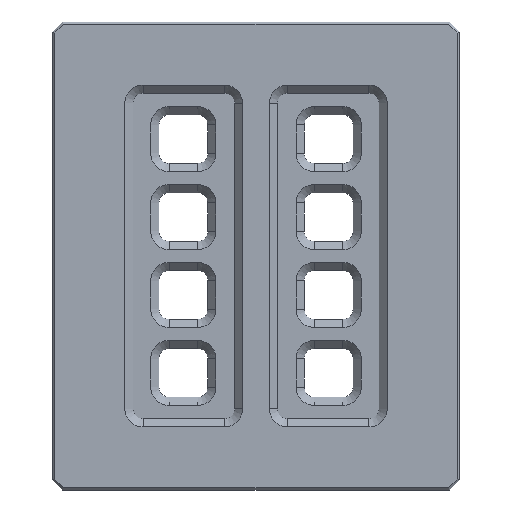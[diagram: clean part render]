
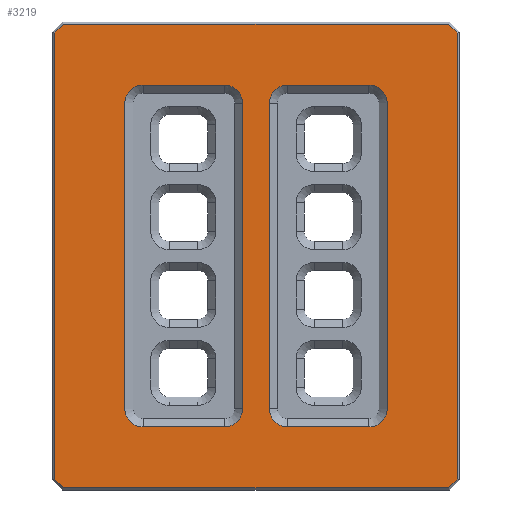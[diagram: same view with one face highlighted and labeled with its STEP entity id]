
A CAD part, top view. The second image highlights one B-rep face of the part: STEP entity #3219.
In plain terms, the highlighted planar face has unit normal (0, 0, 1).
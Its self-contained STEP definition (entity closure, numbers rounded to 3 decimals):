
#253=FACE_BOUND('',#602,.T.);
#254=FACE_BOUND('',#603,.T.);
#295=CIRCLE('',#3463,9.);
#296=CIRCLE('',#3464,9.);
#297=CIRCLE('',#3465,9.);
#298=CIRCLE('',#3466,9.);
#299=CIRCLE('',#3467,9.);
#300=CIRCLE('',#3468,9.);
#301=CIRCLE('',#3469,9.);
#302=CIRCLE('',#3470,9.);
#405=FACE_OUTER_BOUND('',#601,.T.);
#601=EDGE_LOOP('',(#2333,#2334,#2335,#2336,#2337,#2338,#2339,#2340));
#602=EDGE_LOOP('',(#2341,#2342,#2343,#2344,#2345,#2346,#2347,#2348));
#603=EDGE_LOOP('',(#2349,#2350,#2351,#2352,#2353,#2354,#2355,#2356));
#842=LINE('',#4917,#1178);
#846=LINE('',#4924,#1182);
#849=LINE('',#4930,#1185);
#852=LINE('',#4936,#1188);
#855=LINE('',#4941,#1191);
#857=LINE('',#4945,#1193);
#859=LINE('',#4949,#1195);
#861=LINE('',#4952,#1197);
#863=LINE('',#4958,#1199);
#864=LINE('',#4962,#1200);
#865=LINE('',#4966,#1201);
#866=LINE('',#4970,#1202);
#867=LINE('',#4974,#1203);
#868=LINE('',#4978,#1204);
#869=LINE('',#4982,#1205);
#870=LINE('',#4986,#1206);
#1178=VECTOR('',#3891,10.);
#1182=VECTOR('',#3897,10.);
#1185=VECTOR('',#3902,10.);
#1188=VECTOR('',#3907,10.);
#1191=VECTOR('',#3912,10.);
#1193=VECTOR('',#3916,10.);
#1195=VECTOR('',#3920,10.);
#1197=VECTOR('',#3924,10.);
#1199=VECTOR('',#3930,10.);
#1200=VECTOR('',#3933,10.);
#1201=VECTOR('',#3936,10.);
#1202=VECTOR('',#3939,10.);
#1203=VECTOR('',#3942,10.);
#1204=VECTOR('',#3945,10.);
#1205=VECTOR('',#3948,10.);
#1206=VECTOR('',#3951,10.);
#1534=VERTEX_POINT('',#4915);
#1535=VERTEX_POINT('',#4916);
#1537=VERTEX_POINT('',#4923);
#1539=VERTEX_POINT('',#4929);
#1541=VERTEX_POINT('',#4935);
#1542=VERTEX_POINT('',#4940);
#1543=VERTEX_POINT('',#4944);
#1544=VERTEX_POINT('',#4948);
#1545=VERTEX_POINT('',#4956);
#1546=VERTEX_POINT('',#4957);
#1547=VERTEX_POINT('',#4959);
#1548=VERTEX_POINT('',#4961);
#1549=VERTEX_POINT('',#4963);
#1550=VERTEX_POINT('',#4965);
#1551=VERTEX_POINT('',#4967);
#1552=VERTEX_POINT('',#4969);
#1553=VERTEX_POINT('',#4972);
#1554=VERTEX_POINT('',#4973);
#1555=VERTEX_POINT('',#4975);
#1556=VERTEX_POINT('',#4977);
#1557=VERTEX_POINT('',#4979);
#1558=VERTEX_POINT('',#4981);
#1559=VERTEX_POINT('',#4983);
#1560=VERTEX_POINT('',#4985);
#1818=EDGE_CURVE('',#1534,#1535,#842,.T.);
#1822=EDGE_CURVE('',#1535,#1537,#846,.T.);
#1825=EDGE_CURVE('',#1537,#1539,#849,.T.);
#1828=EDGE_CURVE('',#1539,#1541,#852,.T.);
#1831=EDGE_CURVE('',#1541,#1542,#855,.T.);
#1833=EDGE_CURVE('',#1542,#1543,#857,.T.);
#1835=EDGE_CURVE('',#1543,#1544,#859,.T.);
#1837=EDGE_CURVE('',#1544,#1534,#861,.T.);
#1839=EDGE_CURVE('',#1545,#1546,#863,.T.);
#1840=EDGE_CURVE('',#1547,#1545,#295,.T.);
#1841=EDGE_CURVE('',#1548,#1547,#864,.T.);
#1842=EDGE_CURVE('',#1549,#1548,#296,.T.);
#1843=EDGE_CURVE('',#1550,#1549,#865,.T.);
#1844=EDGE_CURVE('',#1551,#1550,#297,.T.);
#1845=EDGE_CURVE('',#1552,#1551,#866,.T.);
#1846=EDGE_CURVE('',#1546,#1552,#298,.T.);
#1847=EDGE_CURVE('',#1553,#1554,#867,.T.);
#1848=EDGE_CURVE('',#1555,#1553,#299,.T.);
#1849=EDGE_CURVE('',#1556,#1555,#868,.T.);
#1850=EDGE_CURVE('',#1557,#1556,#300,.T.);
#1851=EDGE_CURVE('',#1558,#1557,#869,.T.);
#1852=EDGE_CURVE('',#1559,#1558,#301,.T.);
#1853=EDGE_CURVE('',#1560,#1559,#870,.T.);
#1854=EDGE_CURVE('',#1554,#1560,#302,.T.);
#2333=ORIENTED_EDGE('',*,*,#1818,.F.);
#2334=ORIENTED_EDGE('',*,*,#1837,.F.);
#2335=ORIENTED_EDGE('',*,*,#1835,.F.);
#2336=ORIENTED_EDGE('',*,*,#1833,.F.);
#2337=ORIENTED_EDGE('',*,*,#1831,.F.);
#2338=ORIENTED_EDGE('',*,*,#1828,.F.);
#2339=ORIENTED_EDGE('',*,*,#1825,.F.);
#2340=ORIENTED_EDGE('',*,*,#1822,.F.);
#2341=ORIENTED_EDGE('',*,*,#1839,.F.);
#2342=ORIENTED_EDGE('',*,*,#1840,.F.);
#2343=ORIENTED_EDGE('',*,*,#1841,.F.);
#2344=ORIENTED_EDGE('',*,*,#1842,.F.);
#2345=ORIENTED_EDGE('',*,*,#1843,.F.);
#2346=ORIENTED_EDGE('',*,*,#1844,.F.);
#2347=ORIENTED_EDGE('',*,*,#1845,.F.);
#2348=ORIENTED_EDGE('',*,*,#1846,.F.);
#2349=ORIENTED_EDGE('',*,*,#1847,.F.);
#2350=ORIENTED_EDGE('',*,*,#1848,.F.);
#2351=ORIENTED_EDGE('',*,*,#1849,.F.);
#2352=ORIENTED_EDGE('',*,*,#1850,.F.);
#2353=ORIENTED_EDGE('',*,*,#1851,.F.);
#2354=ORIENTED_EDGE('',*,*,#1852,.F.);
#2355=ORIENTED_EDGE('',*,*,#1853,.F.);
#2356=ORIENTED_EDGE('',*,*,#1854,.F.);
#3111=PLANE('',#3462);
#3219=ADVANCED_FACE('',(#405,#253,#254),#3111,.T.);
#3462=AXIS2_PLACEMENT_3D('',#4955,#3928,#3929);
#3463=AXIS2_PLACEMENT_3D('',#4960,#3931,#3932);
#3464=AXIS2_PLACEMENT_3D('',#4964,#3934,#3935);
#3465=AXIS2_PLACEMENT_3D('',#4968,#3937,#3938);
#3466=AXIS2_PLACEMENT_3D('',#4971,#3940,#3941);
#3467=AXIS2_PLACEMENT_3D('',#4976,#3943,#3944);
#3468=AXIS2_PLACEMENT_3D('',#4980,#3946,#3947);
#3469=AXIS2_PLACEMENT_3D('',#4984,#3949,#3950);
#3470=AXIS2_PLACEMENT_3D('',#4987,#3952,#3953);
#3891=DIRECTION('',(0.,-1.,0.));
#3897=DIRECTION('',(-0.707,-0.707,0.));
#3902=DIRECTION('',(-1.,0.,0.));
#3907=DIRECTION('',(-0.707,0.707,0.));
#3912=DIRECTION('',(0.,1.,0.));
#3916=DIRECTION('',(0.707,0.707,0.));
#3920=DIRECTION('',(1.,0.,0.));
#3924=DIRECTION('',(0.707,-0.707,0.));
#3928=DIRECTION('center_axis',(0.,0.,1.));
#3929=DIRECTION('ref_axis',(1.,0.,0.));
#3930=DIRECTION('',(0.,1.,0.));
#3931=DIRECTION('center_axis',(0.,0.,1.));
#3932=DIRECTION('ref_axis',(0.707,-0.707,0.));
#3933=DIRECTION('',(1.,0.,0.));
#3934=DIRECTION('center_axis',(0.,0.,1.));
#3935=DIRECTION('ref_axis',(-0.707,-0.707,0.));
#3936=DIRECTION('',(0.,-1.,0.));
#3937=DIRECTION('center_axis',(0.,0.,1.));
#3938=DIRECTION('ref_axis',(-0.707,0.707,0.));
#3939=DIRECTION('',(-1.,0.,0.));
#3940=DIRECTION('center_axis',(0.,0.,1.));
#3941=DIRECTION('ref_axis',(0.707,0.707,0.));
#3942=DIRECTION('',(0.,-1.,0.));
#3943=DIRECTION('center_axis',(0.,0.,1.));
#3944=DIRECTION('ref_axis',(-0.707,0.707,0.));
#3945=DIRECTION('',(-1.,0.,0.));
#3946=DIRECTION('center_axis',(0.,0.,1.));
#3947=DIRECTION('ref_axis',(0.707,0.707,0.));
#3948=DIRECTION('',(0.,1.,0.));
#3949=DIRECTION('center_axis',(0.,0.,1.));
#3950=DIRECTION('ref_axis',(0.707,-0.707,0.));
#3951=DIRECTION('',(1.,0.,0.));
#3952=DIRECTION('center_axis',(0.,0.,1.));
#3953=DIRECTION('ref_axis',(-0.707,-0.707,0.));
#4915=CARTESIAN_POINT('',(99.,109.586,13.));
#4916=CARTESIAN_POINT('',(99.,-109.586,13.));
#4917=CARTESIAN_POINT('',(99.,-57.5,13.));
#4923=CARTESIAN_POINT('',(94.586,-114.,13.));
#4924=CARTESIAN_POINT('',(100.543,-108.043,13.));
#4929=CARTESIAN_POINT('',(-94.586,-114.,13.));
#4930=CARTESIAN_POINT('',(-50.,-114.,13.));
#4935=CARTESIAN_POINT('',(-99.,-109.586,13.));
#4936=CARTESIAN_POINT('',(-100.543,-108.043,13.));
#4940=CARTESIAN_POINT('',(-99.,109.586,13.));
#4941=CARTESIAN_POINT('',(-99.,57.5,13.));
#4944=CARTESIAN_POINT('',(-94.586,114.,13.));
#4945=CARTESIAN_POINT('',(-100.543,108.043,13.));
#4948=CARTESIAN_POINT('',(94.586,114.,13.));
#4949=CARTESIAN_POINT('',(50.,114.,13.));
#4952=CARTESIAN_POINT('',(100.543,108.043,13.));
#4955=CARTESIAN_POINT('Origin',(0.,0.,13.));
#4956=CARTESIAN_POINT('',(-6.5,-75.,13.));
#4957=CARTESIAN_POINT('',(-6.5,75.,13.));
#4958=CARTESIAN_POINT('',(-6.5,40.,13.));
#4959=CARTESIAN_POINT('',(-15.5,-84.,13.));
#4960=CARTESIAN_POINT('Origin',(-15.5,-75.,13.));
#4961=CARTESIAN_POINT('',(-55.5,-84.,13.));
#4962=CARTESIAN_POINT('',(-5.25,-84.,13.));
#4963=CARTESIAN_POINT('',(-64.5,-75.,13.));
#4964=CARTESIAN_POINT('Origin',(-55.5,-75.,13.));
#4965=CARTESIAN_POINT('',(-64.5,75.,13.));
#4966=CARTESIAN_POINT('',(-64.5,-40.,13.));
#4967=CARTESIAN_POINT('',(-55.5,84.,13.));
#4968=CARTESIAN_POINT('Origin',(-55.5,75.,13.));
#4969=CARTESIAN_POINT('',(-15.5,84.,13.));
#4970=CARTESIAN_POINT('',(-30.25,84.,13.));
#4971=CARTESIAN_POINT('Origin',(-15.5,75.,13.));
#4972=CARTESIAN_POINT('',(6.5,75.,13.));
#4973=CARTESIAN_POINT('',(6.5,-75.,13.));
#4974=CARTESIAN_POINT('',(6.5,-40.,13.));
#4975=CARTESIAN_POINT('',(15.5,84.,13.));
#4976=CARTESIAN_POINT('Origin',(15.5,75.,13.));
#4977=CARTESIAN_POINT('',(55.5,84.,13.));
#4978=CARTESIAN_POINT('',(5.25,84.,13.));
#4979=CARTESIAN_POINT('',(64.5,75.,13.));
#4980=CARTESIAN_POINT('Origin',(55.5,75.,13.));
#4981=CARTESIAN_POINT('',(64.5,-75.,13.));
#4982=CARTESIAN_POINT('',(64.5,40.,13.));
#4983=CARTESIAN_POINT('',(55.5,-84.,13.));
#4984=CARTESIAN_POINT('Origin',(55.5,-75.,13.));
#4985=CARTESIAN_POINT('',(15.5,-84.,13.));
#4986=CARTESIAN_POINT('',(30.25,-84.,13.));
#4987=CARTESIAN_POINT('Origin',(15.5,-75.,13.));
